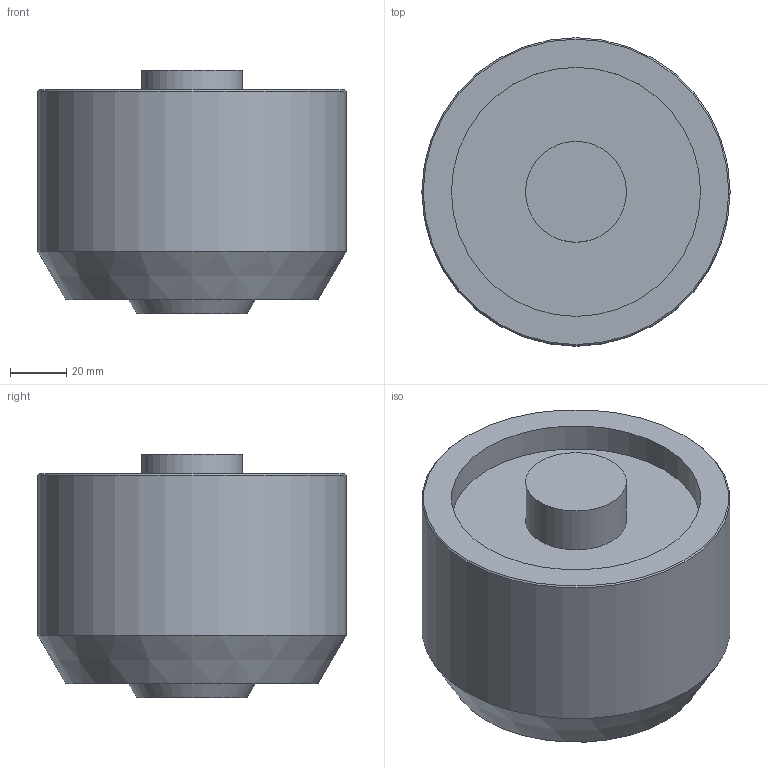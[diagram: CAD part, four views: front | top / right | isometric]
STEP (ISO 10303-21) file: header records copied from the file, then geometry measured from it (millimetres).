
FILE_DESCRIPTION(/* description */ (''),/* implementation_level */ '2;1');
FILE_NAME(/* name */ '1555307133706.stp',/* time_stamp */ '2019-04-15T07:45:47+02:00',/* author */ (''),/* organization */ ('SMS'),/* preprocessor_version */ 'ST-DEVELOPER v15',/* originating_system */ 'SIEMENS PLM Software NX 8.5',/* authorisation */ '');
FILE_SCHEMA (('AUTOMOTIVE_DESIGN { 1 0 10303 214 3 1 1 1 }'));
Length unit declared in the file: millimetre
Products named in the file (1): 202305146mod000_00
Bounding box: 110 x 110 x 87 mm (x, y, z)
Volume: 646883.9 mm3; surface area: 47077.8 mm2
Topology: 1 solids, 1 shells, 11 faces, 16 edges, 13 vertices
Faces by surface type: plane 5, cone 3, cylinder 3
Full cylindrical faces by diameter (mm): 36 x1, 88.882 x1, 110 x1
Entity records: 283 total; most frequent: DIRECTION 50, CARTESIAN_POINT 38, AXIS2_PLACEMENT_3D 25, EDGE_LOOP 20, ORIENTED_EDGE 20, FACE_BOUND 18, ADVANCED_FACE 11, VERTEX_POINT 10
